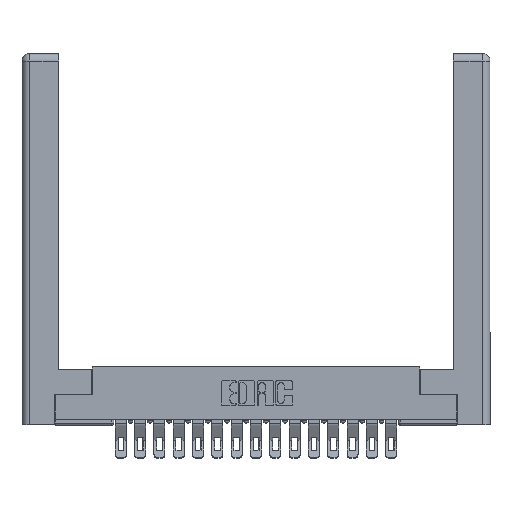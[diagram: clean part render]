
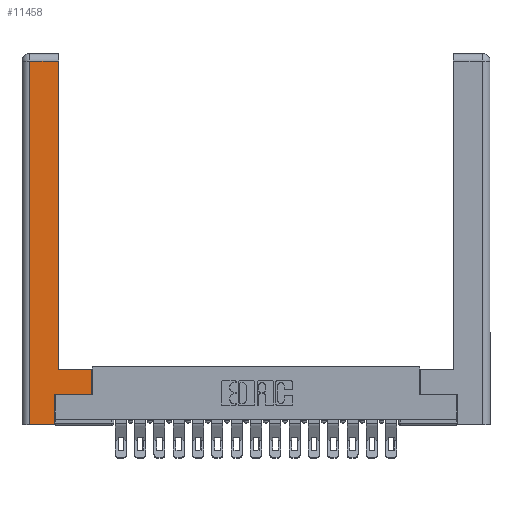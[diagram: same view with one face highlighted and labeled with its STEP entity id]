
A CAD part, top view. The second image highlights one B-rep face of the part: STEP entity #11458.
In plain terms, the highlighted planar face has unit normal (0, 0, 1).
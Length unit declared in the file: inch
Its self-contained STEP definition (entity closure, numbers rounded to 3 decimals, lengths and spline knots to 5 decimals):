
#499 = DIRECTION ( 'NONE',  ( -1., 0., 0. ) ) ;
#612 = LINE ( 'NONE', #18627, #11426 ) ;
#1498 = AXIS2_PLACEMENT_3D ( 'NONE', #15704, #11449, #499 ) ;
#1555 = CARTESIAN_POINT ( 'NONE',  ( 0.565, 0.45, 0. ) ) ;
#1565 = VECTOR ( 'NONE', #15529, 39.37008 ) ;
#1662 = DIRECTION ( 'NONE',  ( 0., -1., 0. ) ) ;
#2160 = VECTOR ( 'NONE', #6057, 39.37008 ) ;
#2287 = VERTEX_POINT ( 'NONE', #11566 ) ;
#2539 = LINE ( 'NONE', #16008, #4473 ) ;
#2894 = LINE ( 'NONE', #4477, #17995 ) ;
#3040 = ORIENTED_EDGE ( 'NONE', *, *, #15789, .T. ) ;
#3604 = VERTEX_POINT ( 'NONE', #16958 ) ;
#3809 = DIRECTION ( 'NONE',  ( 0., 1., 0. ) ) ;
#4473 = VECTOR ( 'NONE', #9733, 39.37008 ) ;
#4477 = CARTESIAN_POINT ( 'NONE',  ( 0.0615, 0., 0. ) ) ;
#4650 = CARTESIAN_POINT ( 'NONE',  ( 0.0615, 2.94, 0. ) ) ;
#4701 = ORIENTED_EDGE ( 'NONE', *, *, #5421, .T. ) ;
#5022 = CARTESIAN_POINT ( 'NONE',  ( 0.265, 0., 0. ) ) ;
#5421 = EDGE_CURVE ( 'NONE', #5702, #12830, #2894, .T. ) ;
#5485 = VECTOR ( 'NONE', #3809, 39.37008 ) ;
#5702 = VERTEX_POINT ( 'NONE', #12705 ) ;
#5888 = LINE ( 'NONE', #5022, #6593 ) ;
#5920 = EDGE_CURVE ( 'NONE', #8913, #13191, #15326, .T. ) ;
#6057 = DIRECTION ( 'NONE',  ( -1., 0., 0. ) ) ;
#6593 = VECTOR ( 'NONE', #12854, 39.37008 ) ;
#6818 = PLANE ( 'NONE',  #1498 ) ;
#8028 = EDGE_CURVE ( 'NONE', #3604, #17844, #612, .T. ) ;
#8668 = FACE_OUTER_BOUND ( 'NONE', #16355, .T. ) ;
#8761 = LINE ( 'NONE', #14084, #1565 ) ;
#8913 = VERTEX_POINT ( 'NONE', #19273 ) ;
#9554 = LINE ( 'NONE', #17325, #5485 ) ;
#9733 = DIRECTION ( 'NONE',  ( 0., 1., 0. ) ) ;
#10120 = ORIENTED_EDGE ( 'NONE', *, *, #5920, .T. ) ;
#10354 = DIRECTION ( 'NONE',  ( 0., 1., 0. ) ) ;
#10595 = VERTEX_POINT ( 'NONE', #1555 ) ;
#10661 = ORIENTED_EDGE ( 'NONE', *, *, #13026, .T. ) ;
#11426 = VECTOR ( 'NONE', #15486, 39.37008 ) ;
#11449 = DIRECTION ( 'NONE',  ( 0., 0., -1. ) ) ;
#11458 = ADVANCED_FACE ( 'NONE', ( #8668 ), #6818, .F. ) ;
#11566 = CARTESIAN_POINT ( 'NONE',  ( 0.265, 0., 0. ) ) ;
#11750 = ORIENTED_EDGE ( 'NONE', *, *, #11814, .T. ) ;
#11814 = EDGE_CURVE ( 'NONE', #13191, #5702, #16280, .T. ) ;
#11846 = CARTESIAN_POINT ( 'NONE',  ( 0.295, 2.94, 0. ) ) ;
#12705 = CARTESIAN_POINT ( 'NONE',  ( 0.0615, 2.94, 0. ) ) ;
#12830 = VERTEX_POINT ( 'NONE', #16156 ) ;
#12854 = DIRECTION ( 'NONE',  ( 1., 0., 0. ) ) ;
#13026 = EDGE_CURVE ( 'NONE', #2287, #3604, #9554, .T. ) ;
#13191 = VERTEX_POINT ( 'NONE', #11846 ) ;
#13355 = CARTESIAN_POINT ( 'NONE',  ( 0.565, 0.245, 0. ) ) ;
#14084 = CARTESIAN_POINT ( 'NONE',  ( 0.295, 0.45, 0. ) ) ;
#14119 = ORIENTED_EDGE ( 'NONE', *, *, #8028, .T. ) ;
#14838 = EDGE_CURVE ( 'NONE', #12830, #2287, #5888, .T. ) ;
#15326 = LINE ( 'NONE', #18041, #15796 ) ;
#15486 = DIRECTION ( 'NONE',  ( 1., 0., 0. ) ) ;
#15529 = DIRECTION ( 'NONE',  ( -1., 0., 0. ) ) ;
#15704 = CARTESIAN_POINT ( 'NONE',  ( 0., 0., 0. ) ) ;
#15789 = EDGE_CURVE ( 'NONE', #10595, #8913, #8761, .T. ) ;
#15796 = VECTOR ( 'NONE', #10354, 39.37008 ) ;
#16008 = CARTESIAN_POINT ( 'NONE',  ( 0.565, 0.45, 0. ) ) ;
#16156 = CARTESIAN_POINT ( 'NONE',  ( 0.0615, 0., 0. ) ) ;
#16280 = LINE ( 'NONE', #4650, #2160 ) ;
#16353 = ORIENTED_EDGE ( 'NONE', *, *, #14838, .T. ) ;
#16355 = EDGE_LOOP ( 'NONE', ( #10120, #11750, #4701, #16353, #10661, #14119, #18588, #3040 ) ) ;
#16898 = EDGE_CURVE ( 'NONE', #17844, #10595, #2539, .T. ) ;
#16958 = CARTESIAN_POINT ( 'NONE',  ( 0.265, 0.245, 0. ) ) ;
#17325 = CARTESIAN_POINT ( 'NONE',  ( 0.265, 0.245, 0. ) ) ;
#17844 = VERTEX_POINT ( 'NONE', #13355 ) ;
#17995 = VECTOR ( 'NONE', #1662, 39.37008 ) ;
#18041 = CARTESIAN_POINT ( 'NONE',  ( 0.295, 3., 0. ) ) ;
#18588 = ORIENTED_EDGE ( 'NONE', *, *, #16898, .T. ) ;
#18627 = CARTESIAN_POINT ( 'NONE',  ( 0.565, 0.245, 0. ) ) ;
#19273 = CARTESIAN_POINT ( 'NONE',  ( 0.295, 0.45, 0. ) ) ;
